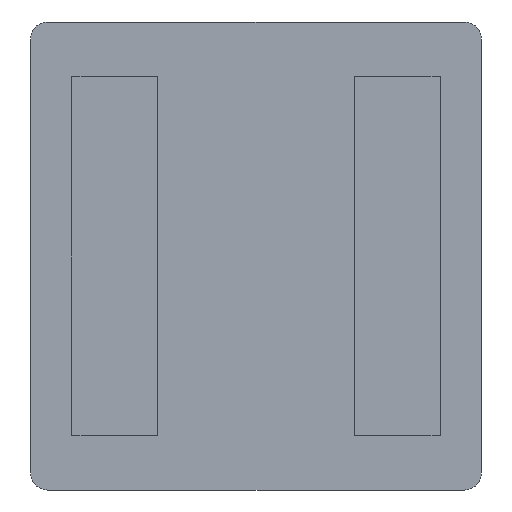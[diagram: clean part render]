
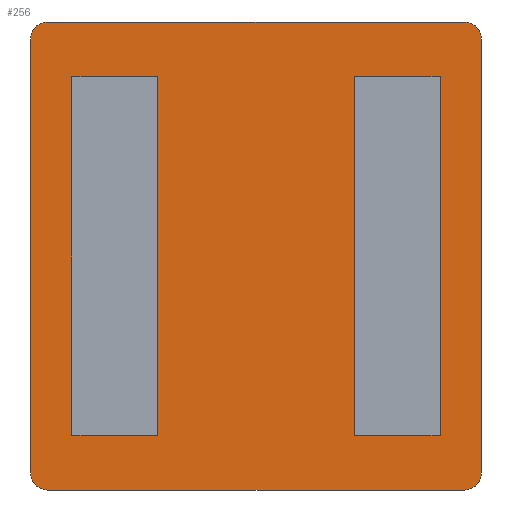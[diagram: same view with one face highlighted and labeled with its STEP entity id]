
A CAD part, front view. The second image highlights one B-rep face of the part: STEP entity #256.
In plain terms, the highlighted planar face has unit normal (0, -1, 0).
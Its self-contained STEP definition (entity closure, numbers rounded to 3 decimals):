
#5 = EDGE_CURVE ( 'NONE', #418, #995, #458, .T. ) ;
#16 = DIRECTION ( 'NONE',  ( 0., 0., 1. ) ) ;
#43 = CARTESIAN_POINT ( 'NONE',  ( -2.44, 0.2, 2.54 ) ) ;
#64 = VERTEX_POINT ( 'NONE', #589 ) ;
#66 = CARTESIAN_POINT ( 'NONE',  ( -2.44, 0.2, 2.74 ) ) ;
#130 = CIRCLE ( 'NONE', #1101, 0.2 ) ;
#175 = VECTOR ( 'NONE', #259, 1000. ) ;
#217 = DIRECTION ( 'NONE',  ( 0., 0., 1. ) ) ;
#229 = DIRECTION ( 'NONE',  ( 0., -1., 0. ) ) ;
#242 = DIRECTION ( 'NONE',  ( 0., -1., 0. ) ) ;
#256 = ADVANCED_FACE ( 'NONE', ( #377 ), #388, .F. ) ;
#259 = DIRECTION ( 'NONE',  ( -1., 0., 0. ) ) ;
#284 = DIRECTION ( 'NONE',  ( 0., 0., 1. ) ) ;
#289 = DIRECTION ( 'NONE',  ( 0., 1., 0. ) ) ;
#294 = AXIS2_PLACEMENT_3D ( 'NONE', #43, #242, #312 ) ;
#295 = AXIS2_PLACEMENT_3D ( 'NONE', #675, #289, #16 ) ;
#312 = DIRECTION ( 'NONE',  ( 0., 0., 1. ) ) ;
#314 = CARTESIAN_POINT ( 'NONE',  ( -2.44, 0.2, -2.54 ) ) ;
#333 = EDGE_CURVE ( 'NONE', #352, #418, #393, .T. ) ;
#343 = VERTEX_POINT ( 'NONE', #407 ) ;
#352 = VERTEX_POINT ( 'NONE', #610 ) ;
#377 = FACE_OUTER_BOUND ( 'NONE', #935, .T. ) ;
#388 = PLANE ( 'NONE',  #295 ) ;
#393 = LINE ( 'NONE', #776, #685 ) ;
#407 = CARTESIAN_POINT ( 'NONE',  ( -2.44, 0.2, -2.74 ) ) ;
#409 = EDGE_CURVE ( 'NONE', #995, #64, #421, .T. ) ;
#418 = VERTEX_POINT ( 'NONE', #1112 ) ;
#421 = LINE ( 'NONE', #66, #175 ) ;
#458 = CIRCLE ( 'NONE', #802, 0.2 ) ;
#522 = VERTEX_POINT ( 'NONE', #695 ) ;
#564 = DIRECTION ( 'NONE',  ( 0., 0., 1. ) ) ;
#565 = EDGE_CURVE ( 'NONE', #64, #710, #1054, .T. ) ;
#589 = CARTESIAN_POINT ( 'NONE',  ( -2.44, 0.2, 2.74 ) ) ;
#610 = CARTESIAN_POINT ( 'NONE',  ( 2.64, 0.2, -2.54 ) ) ;
#642 = CARTESIAN_POINT ( 'NONE',  ( 2.44, 0.2, -2.54 ) ) ;
#646 = EDGE_CURVE ( 'NONE', #1192, #352, #130, .T. ) ;
#655 = EDGE_CURVE ( 'NONE', #710, #522, #831, .T. ) ;
#661 = CARTESIAN_POINT ( 'NONE',  ( -2.64, 0.2, 2.54 ) ) ;
#675 = CARTESIAN_POINT ( 'NONE',  ( 0., 0.2, 0. ) ) ;
#684 = ORIENTED_EDGE ( 'NONE', *, *, #646, .T. ) ;
#685 = VECTOR ( 'NONE', #1070, 1000. ) ;
#689 = CARTESIAN_POINT ( 'NONE',  ( 2.44, 0.2, 2.54 ) ) ;
#692 = ORIENTED_EDGE ( 'NONE', *, *, #565, .T. ) ;
#695 = CARTESIAN_POINT ( 'NONE',  ( -2.64, 0.2, -2.54 ) ) ;
#710 = VERTEX_POINT ( 'NONE', #661 ) ;
#721 = ORIENTED_EDGE ( 'NONE', *, *, #409, .T. ) ;
#730 = ORIENTED_EDGE ( 'NONE', *, *, #903, .T. ) ;
#776 = CARTESIAN_POINT ( 'NONE',  ( 2.64, 0.2, 2.54 ) ) ;
#780 = ORIENTED_EDGE ( 'NONE', *, *, #333, .T. ) ;
#802 = AXIS2_PLACEMENT_3D ( 'NONE', #689, #964, #284 ) ;
#820 = DIRECTION ( 'NONE',  ( 0., -1., 0. ) ) ;
#827 = VECTOR ( 'NONE', #851, 1000. ) ;
#831 = LINE ( 'NONE', #916, #906 ) ;
#838 = CIRCLE ( 'NONE', #1081, 0.2 ) ;
#851 = DIRECTION ( 'NONE',  ( 1., 0., 0. ) ) ;
#886 = ORIENTED_EDGE ( 'NONE', *, *, #655, .T. ) ;
#903 = EDGE_CURVE ( 'NONE', #522, #343, #838, .T. ) ;
#906 = VECTOR ( 'NONE', #922, 1000. ) ;
#916 = CARTESIAN_POINT ( 'NONE',  ( -2.64, 0.2, 2.54 ) ) ;
#922 = DIRECTION ( 'NONE',  ( 0., 0., -1. ) ) ;
#935 = EDGE_LOOP ( 'NONE', ( #730, #1026, #684, #780, #1007, #721, #692, #886 ) ) ;
#964 = DIRECTION ( 'NONE',  ( 0., -1., 0. ) ) ;
#974 = CARTESIAN_POINT ( 'NONE',  ( 2.44, 0.2, -2.74 ) ) ;
#995 = VERTEX_POINT ( 'NONE', #1095 ) ;
#1007 = ORIENTED_EDGE ( 'NONE', *, *, #5, .T. ) ;
#1026 = ORIENTED_EDGE ( 'NONE', *, *, #1040, .T. ) ;
#1035 = CARTESIAN_POINT ( 'NONE',  ( -2.44, 0.2, -2.74 ) ) ;
#1040 = EDGE_CURVE ( 'NONE', #343, #1192, #1142, .T. ) ;
#1054 = CIRCLE ( 'NONE', #294, 0.2 ) ;
#1070 = DIRECTION ( 'NONE',  ( 0., 0., 1. ) ) ;
#1081 = AXIS2_PLACEMENT_3D ( 'NONE', #314, #229, #217 ) ;
#1095 = CARTESIAN_POINT ( 'NONE',  ( 2.44, 0.2, 2.74 ) ) ;
#1101 = AXIS2_PLACEMENT_3D ( 'NONE', #642, #820, #564 ) ;
#1112 = CARTESIAN_POINT ( 'NONE',  ( 2.64, 0.2, 2.54 ) ) ;
#1142 = LINE ( 'NONE', #1035, #827 ) ;
#1192 = VERTEX_POINT ( 'NONE', #974 ) ;
